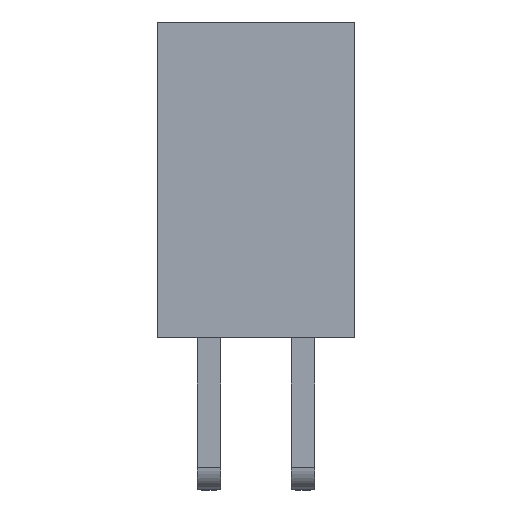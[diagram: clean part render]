
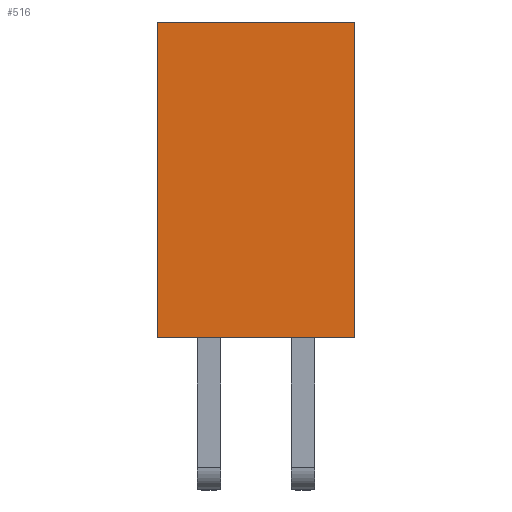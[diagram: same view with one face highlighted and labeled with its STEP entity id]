
A CAD part, top view. The second image highlights one B-rep face of the part: STEP entity #516.
In plain terms, the highlighted planar face has unit normal (0, 0, 1).
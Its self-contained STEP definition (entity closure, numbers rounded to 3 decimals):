
#516=ADVANCED_FACE('',(#1045),#1046,.T.);
#1045=FACE_OUTER_BOUND('',#1570,.T.);
#1046=PLANE('',#1571);
#1570=EDGE_LOOP('',(#3201,#3202,#3203,#3204));
#1571=AXIS2_PLACEMENT_3D('',#3205,#3206,#3207);
#3201=ORIENTED_EDGE('',*,*,#3926,.T.);
#3202=ORIENTED_EDGE('',*,*,#3927,.F.);
#3203=ORIENTED_EDGE('',*,*,#3928,.F.);
#3204=ORIENTED_EDGE('',*,*,#3923,.T.);
#3205=CARTESIAN_POINT('',(2.665,4.25,2.5));
#3206=DIRECTION('',(0.,-0.0,1.0));
#3207=DIRECTION('',(0.0,1.0,0.0));
#3923=EDGE_CURVE('',#4926,#4924,#4927,.T.);
#3926=EDGE_CURVE('',#4924,#4930,#4931,.T.);
#3927=EDGE_CURVE('',#4932,#4930,#4933,.T.);
#3928=EDGE_CURVE('',#4926,#4932,#4934,.T.);
#4924=VERTEX_POINT('',#6369);
#4926=VERTEX_POINT('',#6372);
#4927=LINE('',#6373,#6374);
#4930=VERTEX_POINT('',#6378);
#4931=LINE('',#6379,#6380);
#4932=VERTEX_POINT('',#6381);
#4933=LINE('',#6382,#6383);
#4934=LINE('',#6384,#6385);
#6369=CARTESIAN_POINT('',(-2.665,8.5,2.5));
#6372=CARTESIAN_POINT('',(2.665,8.5,2.5));
#6373=CARTESIAN_POINT('',(2.665,8.5,2.5));
#6374=VECTOR('',#7007,1.0);
#6378=CARTESIAN_POINT('',(-2.665,0.0,2.5));
#6379=CARTESIAN_POINT('',(-2.665,8.5,2.5));
#6380=VECTOR('',#7009,1.0);
#6381=CARTESIAN_POINT('',(2.665,0.0,2.5));
#6382=CARTESIAN_POINT('',(2.665,0.0,2.5));
#6383=VECTOR('',#7010,1.0);
#6384=CARTESIAN_POINT('',(2.665,8.5,2.5));
#6385=VECTOR('',#7011,1.0);
#7007=DIRECTION('',(-1.0,0.0,0.));
#7009=DIRECTION('',(0.0,-1.0,0.0));
#7010=DIRECTION('',(-1.0,0.0,0.));
#7011=DIRECTION('',(0.0,-1.0,0.0));
